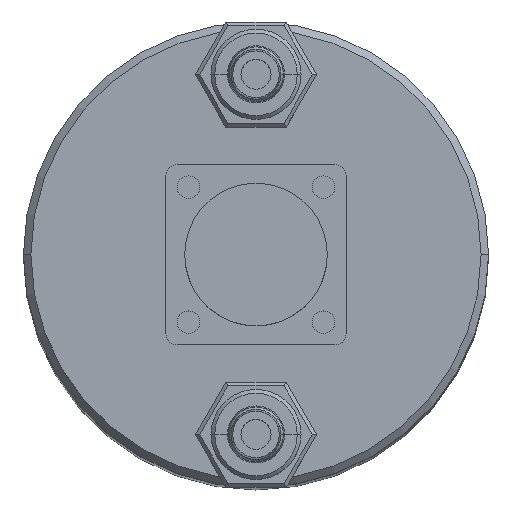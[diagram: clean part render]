
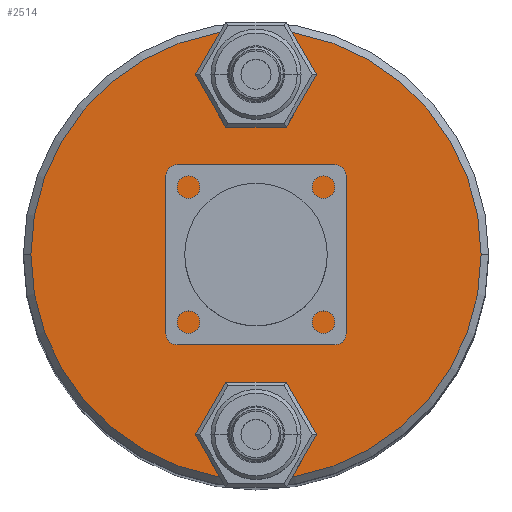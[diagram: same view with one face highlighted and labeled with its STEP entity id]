
A CAD part, top view. The second image highlights one B-rep face of the part: STEP entity #2514.
In plain terms, the highlighted planar face has unit normal (0, 0, 1).
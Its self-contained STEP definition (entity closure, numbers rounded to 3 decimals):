
#284 = DIRECTION ( 'NONE',  ( 0., 0., 1. ) ) ;
#347 = CARTESIAN_POINT ( 'NONE',  ( 30., 0., 26.5 ) ) ;
#1021 = AXIS2_PLACEMENT_3D ( 'NONE', #3572, #1787, #4337 ) ;
#1075 = ORIENTED_EDGE ( 'NONE', *, *, #2540, .T. ) ;
#1100 = VERTEX_POINT ( 'NONE', #2309 ) ;
#1458 = CARTESIAN_POINT ( 'NONE',  ( 0., 0., 26.5 ) ) ;
#1701 = CIRCLE ( 'NONE', #4143, 30. ) ;
#1787 = DIRECTION ( 'NONE',  ( 0., 0., 1. ) ) ;
#1847 = VERTEX_POINT ( 'NONE', #347 ) ;
#2120 = DIRECTION ( 'NONE',  ( 1., 0., 0. ) ) ;
#2168 = PLANE ( 'NONE',  #1021 ) ;
#2258 = FACE_OUTER_BOUND ( 'NONE', #4061, .T. ) ;
#2309 = CARTESIAN_POINT ( 'NONE',  ( -30., 0., 26.5 ) ) ;
#2504 = DIRECTION ( 'NONE',  ( 0., 0., 1. ) ) ;
#2514 = ADVANCED_FACE ( 'NONE', ( #2258 ), #2168, .T. ) ;
#2540 = EDGE_CURVE ( 'NONE', #1847, #1100, #3061, .T. ) ;
#3057 = CARTESIAN_POINT ( 'NONE',  ( 0., 0., 26.5 ) ) ;
#3061 = CIRCLE ( 'NONE', #3331, 30. ) ;
#3078 = DIRECTION ( 'NONE',  ( 1., 0., 0. ) ) ;
#3331 = AXIS2_PLACEMENT_3D ( 'NONE', #1458, #2504, #2120 ) ;
#3565 = ORIENTED_EDGE ( 'NONE', *, *, #3992, .T. ) ;
#3572 = CARTESIAN_POINT ( 'NONE',  ( 0., 0., 26.5 ) ) ;
#3992 = EDGE_CURVE ( 'NONE', #1100, #1847, #1701, .T. ) ;
#4061 = EDGE_LOOP ( 'NONE', ( #3565, #1075 ) ) ;
#4143 = AXIS2_PLACEMENT_3D ( 'NONE', #3057, #284, #3078 ) ;
#4337 = DIRECTION ( 'NONE',  ( 1., 0., 0. ) ) ;
